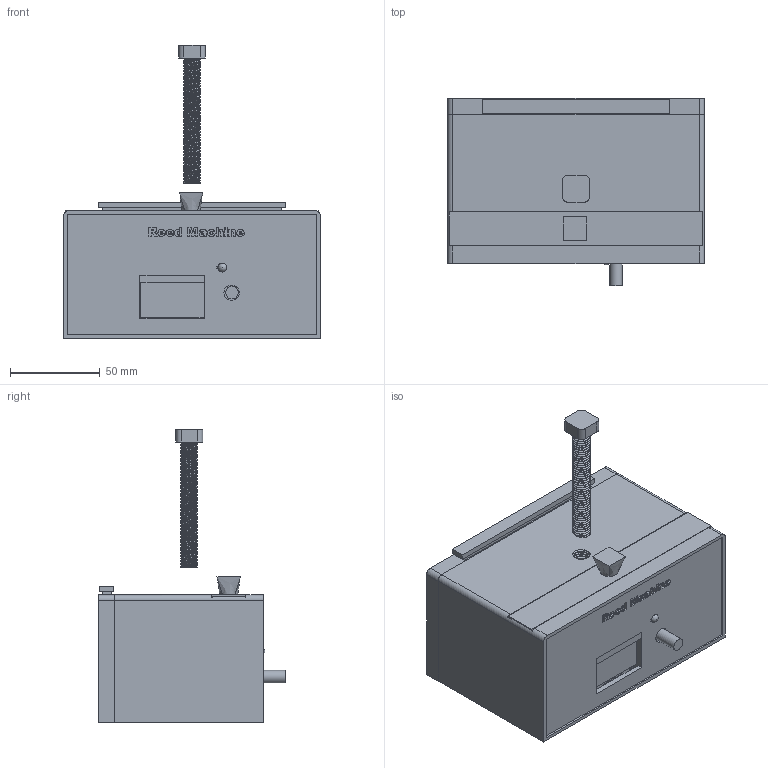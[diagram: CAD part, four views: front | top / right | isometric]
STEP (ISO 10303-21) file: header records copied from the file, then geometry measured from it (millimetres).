
FILE_DESCRIPTION(/* description */ ('KiCad electronic assembly'),/* implementation_level */ '2;1');
FILE_NAME(/* name */ 'Reed Machine Case v19.step',/* time_stamp */ '2025-06-18T23:36:13-07:00',/* author */ (''),/* organization */ (''),/* preprocessor_version */ 'ST-DEVELOPER v20.1',/* originating_system */ 'Autodesk Translation Framework v14.10.0.0',/* authorisation */ '');
FILE_SCHEMA (('AUTOMOTIVE_DESIGN { 1 0 10303 214 3 1 1 }'));
Length unit declared in the file: millimetre
Products named in the file (5): Reed Machine 1; LED_D5.0mm-4_RGB; LED_D5.0mm-4; Reed Machine_PCB; SSH1106+128x64+IIC+OLED+Display+1.3_+v3
Assembly tree (4 placements, depth 3):
  Reed Machine 1
    LED_D5.0mm-4_RGB
      LED_D5.0mm-4
    Reed Machine_PCB
    SSH1106+128x64+IIC+OLED+Display+1.3_+v3
Bounding box: 143 x 104.2 x 163 mm (x, y, z)
Volume: 313604.1 mm3; surface area: 198663.5 mm2
Topology: 10 solids, 10 shells, 920 faces, 2584 edges, 1719 vertices
Faces by surface type: cylinder 425, plane 322, bspline 164, sphere 5, cone 4
Full cylindrical faces by diameter (mm): 0.4 x144, 0.7 x8, 0.8 x4, 1 x51, 1.1 x21, 2 x4, 2.2 x18, 2.7 x4, 3 x5, 4 x8, 5 x1, 7 x1, 7.1 x2, 8.141 x37, 8.5 x1, 8.526 x15, 9.5 x2, 9.85 x41, 10.198 x15, 15 x1, 35 x1
Entity records: 44849 total; most frequent: CARTESIAN_POINT 20826, ORIENTED_EDGE 5162, DIRECTION 4146, EDGE_CURVE 2581, VERTEX_POINT 1719, EDGE_LOOP 1518, AXIS2_PLACEMENT_3D 1388, LINE 1370
